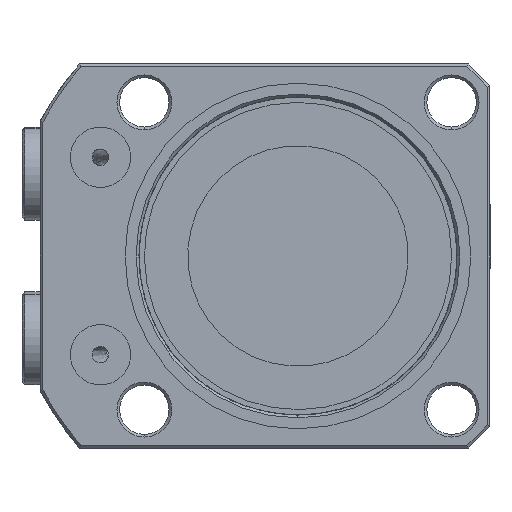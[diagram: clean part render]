
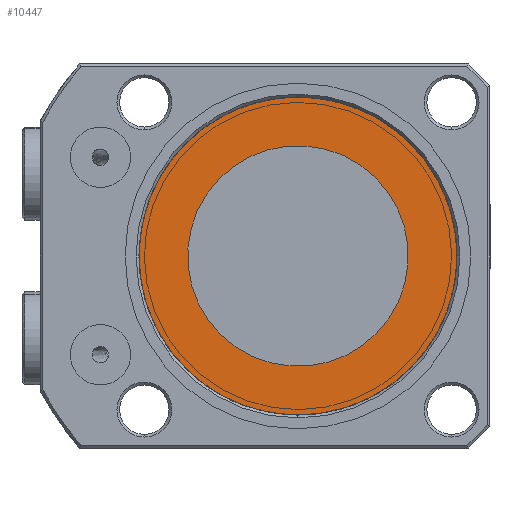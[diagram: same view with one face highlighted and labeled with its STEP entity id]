
A CAD part, front view. The second image highlights one B-rep face of the part: STEP entity #10447.
In plain terms, the highlighted face is planar.
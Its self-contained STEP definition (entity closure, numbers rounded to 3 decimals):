
#83 = AXIS2_PLACEMENT_3D ( 'NONE', #2798, #10439, #3908 ) ;
#218 = CARTESIAN_POINT ( 'NONE',  ( -14381.366, 2003.673, 20.1 ) ) ;
#410 = DIRECTION ( 'NONE',  ( 0., 0., 1. ) ) ;
#898 = DIRECTION ( 'NONE',  ( 0., 0., 1. ) ) ;
#1312 = ORIENTED_EDGE ( 'NONE', *, *, #9249, .F. ) ;
#2455 = ORIENTED_EDGE ( 'NONE', *, *, #3632, .F. ) ;
#2798 = CARTESIAN_POINT ( 'NONE',  ( -14381.366, 2003.673, 0. ) ) ;
#2894 = PLANE ( 'NONE',  #6539 ) ;
#3095 = EDGE_CURVE ( 'NONE', #11722, #10041, #8071, .T. ) ;
#3105 = VERTEX_POINT ( 'NONE', #8227 ) ;
#3238 = ORIENTED_EDGE ( 'NONE', *, *, #3267, .T. ) ;
#3267 = EDGE_CURVE ( 'NONE', #10041, #11722, #6015, .T. ) ;
#3556 = VERTEX_POINT ( 'NONE', #218 ) ;
#3632 = EDGE_CURVE ( 'NONE', #3105, #3556, #12006, .T. ) ;
#3731 = EDGE_LOOP ( 'NONE', ( #1312, #2455 ) ) ;
#3908 = DIRECTION ( 'NONE',  ( 0., 0., 1. ) ) ;
#3980 = CARTESIAN_POINT ( 'NONE',  ( -14353.166, 2003.673, 0. ) ) ;
#4207 = CARTESIAN_POINT ( 'NONE',  ( -14381.366, 2003.673, 0. ) ) ;
#5070 = DIRECTION ( 'NONE',  ( 0., 0., -1. ) ) ;
#5302 = DIRECTION ( 'NONE',  ( 0., 0., 1. ) ) ;
#5656 = CARTESIAN_POINT ( 'NONE',  ( -14381.366, 2003.673, 29. ) ) ;
#6015 = CIRCLE ( 'NONE', #8852, 29. ) ;
#6539 = AXIS2_PLACEMENT_3D ( 'NONE', #3980, #11622, #5070 ) ;
#6956 = DIRECTION ( 'NONE',  ( 0., 1., 0. ) ) ;
#7414 = DIRECTION ( 'NONE',  ( 0., 1., 0. ) ) ;
#7431 = EDGE_LOOP ( 'NONE', ( #3238, #11072 ) ) ;
#7621 = CIRCLE ( 'NONE', #12023, 20.1 ) ;
#8071 = CIRCLE ( 'NONE', #83, 29. ) ;
#8227 = CARTESIAN_POINT ( 'NONE',  ( -14381.366, 2003.673, -20.1 ) ) ;
#8852 = AXIS2_PLACEMENT_3D ( 'NONE', #13984, #7414, #898 ) ;
#8971 = FACE_OUTER_BOUND ( 'NONE', #7431, .T. ) ;
#9249 = EDGE_CURVE ( 'NONE', #3556, #3105, #7621, .T. ) ;
#10041 = VERTEX_POINT ( 'NONE', #5656 ) ;
#10439 = DIRECTION ( 'NONE',  ( 0., 1., 0. ) ) ;
#10447 = ADVANCED_FACE ( 'NONE', ( #11544, #8971 ), #2894, .F. ) ;
#11072 = ORIENTED_EDGE ( 'NONE', *, *, #3095, .T. ) ;
#11544 = FACE_BOUND ( 'NONE', #3731, .T. ) ;
#11622 = DIRECTION ( 'NONE',  ( 0., -1., 0. ) ) ;
#11722 = VERTEX_POINT ( 'NONE', #12929 ) ;
#11838 = DIRECTION ( 'NONE',  ( 0., 1., 0. ) ) ;
#12006 = CIRCLE ( 'NONE', #13717, 20.1 ) ;
#12023 = AXIS2_PLACEMENT_3D ( 'NONE', #4207, #11838, #5302 ) ;
#12929 = CARTESIAN_POINT ( 'NONE',  ( -14381.366, 2003.673, -29. ) ) ;
#13518 = CARTESIAN_POINT ( 'NONE',  ( -14381.366, 2003.673, 0. ) ) ;
#13717 = AXIS2_PLACEMENT_3D ( 'NONE', #13518, #6956, #410 ) ;
#13984 = CARTESIAN_POINT ( 'NONE',  ( -14381.366, 2003.673, 0. ) ) ;
